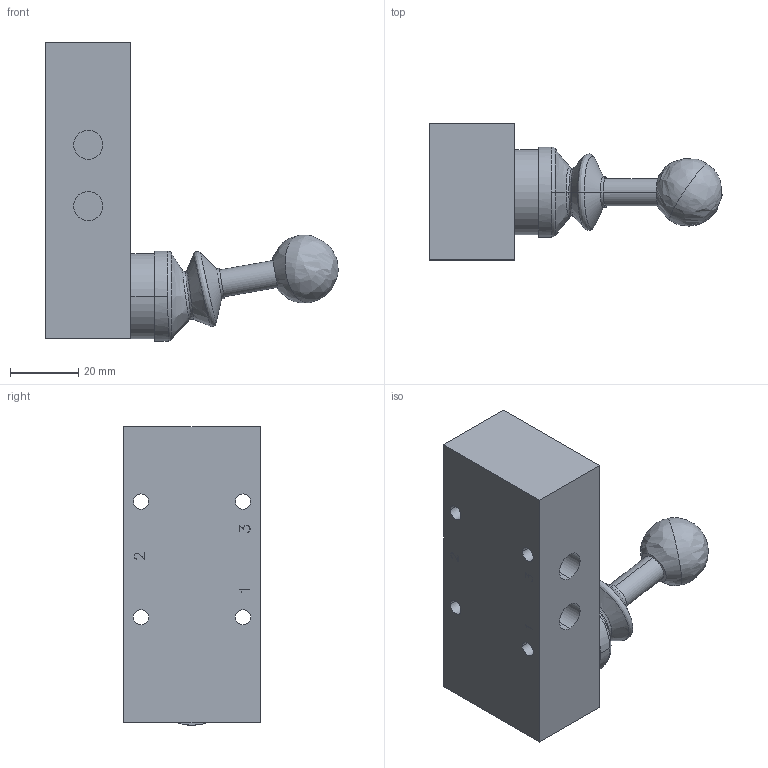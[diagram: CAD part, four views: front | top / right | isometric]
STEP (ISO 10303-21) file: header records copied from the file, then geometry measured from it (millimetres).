
FILE_DESCRIPTION (( 'STEP AP203' ), '1' );
FILE_NAME ('HF-18-310-Airtec.step', '2006-10-17T15:26:46', ( 'Gustaf Hederström' ), ( 'Cevican AB' ), 'SwSTEP 2.0', 'SolidWorks 2002308', '' );
FILE_SCHEMA (( 'CONFIG_CONTROL_DESIGN' ));
Length unit declared in the file: millimetre
Products named in the file (1): HF-18-310-Airtec
Bounding box: 85.96 x 40 x 87.75 mm (x, y, z)
Surface area: 18724.9 mm2 (no closed solid volume)
Topology: 0 solids, 2 shells, 191 faces, 522 edges, 343 vertices
Faces by surface type: plane 152, cylinder 22, bspline 17
Entity records: 7481 total; most frequent: CARTESIAN_POINT 2655, ORIENTED_EDGE 1034, DIRECTION 873, EDGE_CURVE 518, LINE 437, VECTOR 437, VERTEX_POINT 343, AXIS2_PLACEMENT_3D 218
